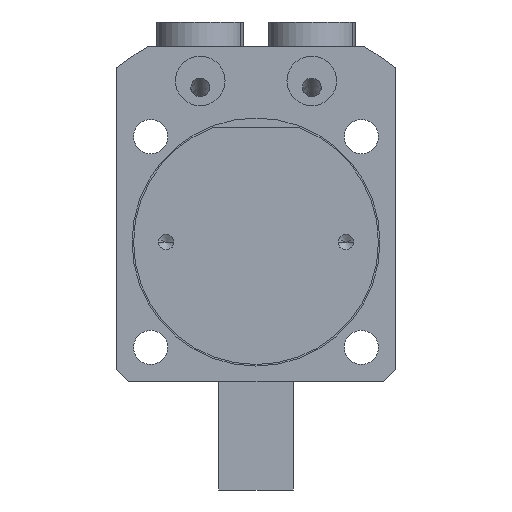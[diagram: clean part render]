
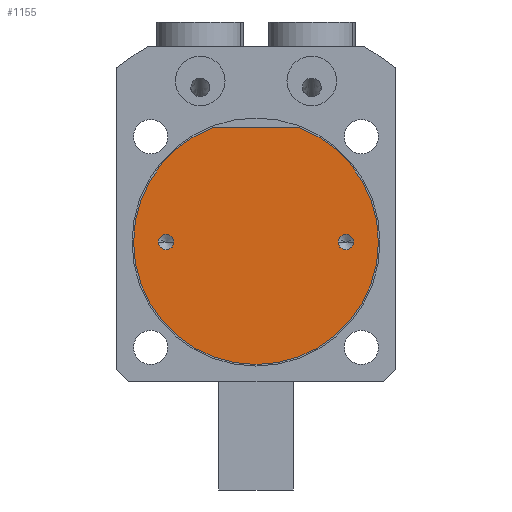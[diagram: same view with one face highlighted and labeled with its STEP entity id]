
A CAD part, front view. The second image highlights one B-rep face of the part: STEP entity #1155.
In plain terms, the highlighted planar face has unit normal (0, -1, 0).
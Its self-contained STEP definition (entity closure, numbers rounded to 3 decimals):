
#7 = DIRECTION ( 'NONE',  ( 0., 0., -1. ) ) ;
#104 = AXIS2_PLACEMENT_3D ( 'NONE', #7500, #3742, #7 ) ;
#181 = EDGE_CURVE ( 'NONE', #2146, #5292, #3041, .T. ) ;
#361 = DIRECTION ( 'NONE',  ( 0., 0., -1. ) ) ;
#607 = DIRECTION ( 'NONE',  ( 0., 0., -1. ) ) ;
#655 = CIRCLE ( 'NONE', #6089, 1.25 ) ;
#668 = LINE ( 'NONE', #2128, #5449 ) ;
#725 = CARTESIAN_POINT ( 'NONE',  ( 0., -37., 0. ) ) ;
#856 = CARTESIAN_POINT ( 'NONE',  ( 0., -37., 19.75 ) ) ;
#955 = DIRECTION ( 'NONE',  ( 0., -1., 0. ) ) ;
#965 = PLANE ( 'NONE',  #4550 ) ;
#1065 = CIRCLE ( 'NONE', #104, 1.25 ) ;
#1155 = ADVANCED_FACE ( 'NONE', ( #4342, #6018, #2879 ), #965, .T. ) ;
#1161 = CIRCLE ( 'NONE', #5632, 19.75 ) ;
#1209 = ORIENTED_EDGE ( 'NONE', *, *, #4584, .F. ) ;
#1278 = ORIENTED_EDGE ( 'NONE', *, *, #181, .F. ) ;
#1349 = DIRECTION ( 'NONE',  ( 0., 0., -1. ) ) ;
#1546 = EDGE_LOOP ( 'NONE', ( #4440, #4466, #3880, #8024 ) ) ;
#2100 = EDGE_CURVE ( 'NONE', #3521, #6555, #1161, .T. ) ;
#2128 = CARTESIAN_POINT ( 'NONE',  ( -18.5, -37., 0. ) ) ;
#2146 = VERTEX_POINT ( 'NONE', #5369 ) ;
#2488 = EDGE_LOOP ( 'NONE', ( #1209, #1278 ) ) ;
#2489 = EDGE_CURVE ( 'NONE', #2543, #6195, #668, .T. ) ;
#2543 = VERTEX_POINT ( 'NONE', #5975 ) ;
#2617 = CARTESIAN_POINT ( 'NONE',  ( 0., -37., -14.5 ) ) ;
#2757 = DIRECTION ( 'NONE',  ( 0., 0., -1. ) ) ;
#2846 = CARTESIAN_POINT ( 'NONE',  ( 0., -37., 0. ) ) ;
#2860 = DIRECTION ( 'NONE',  ( 0., -1., 0. ) ) ;
#2879 = FACE_OUTER_BOUND ( 'NONE', #1546, .T. ) ;
#3041 = CIRCLE ( 'NONE', #5877, 1.25 ) ;
#3044 = AXIS2_PLACEMENT_3D ( 'NONE', #8072, #4339, #607 ) ;
#3092 = CIRCLE ( 'NONE', #4493, 19.75 ) ;
#3236 = DIRECTION ( 'NONE',  ( 0., 0., -1. ) ) ;
#3351 = EDGE_LOOP ( 'NONE', ( #3698, #4974 ) ) ;
#3470 = CARTESIAN_POINT ( 'NONE',  ( 0., -37., -19.75 ) ) ;
#3521 = VERTEX_POINT ( 'NONE', #3470 ) ;
#3624 = DIRECTION ( 'NONE',  ( 0., -1., 0. ) ) ;
#3698 = ORIENTED_EDGE ( 'NONE', *, *, #6939, .F. ) ;
#3742 = DIRECTION ( 'NONE',  ( 0., -1., 0. ) ) ;
#3880 = ORIENTED_EDGE ( 'NONE', *, *, #6312, .T. ) ;
#4089 = DIRECTION ( 'NONE',  ( 0., -1., 0. ) ) ;
#4130 = VERTEX_POINT ( 'NONE', #6329 ) ;
#4339 = DIRECTION ( 'NONE',  ( 0., -1., 0. ) ) ;
#4342 = FACE_BOUND ( 'NONE', #3351, .T. ) ;
#4440 = ORIENTED_EDGE ( 'NONE', *, *, #7418, .T. ) ;
#4466 = ORIENTED_EDGE ( 'NONE', *, *, #2100, .T. ) ;
#4493 = AXIS2_PLACEMENT_3D ( 'NONE', #725, #5086, #1349 ) ;
#4550 = AXIS2_PLACEMENT_3D ( 'NONE', #2846, #4089, #361 ) ;
#4584 = EDGE_CURVE ( 'NONE', #5292, #2146, #6872, .T. ) ;
#4681 = CARTESIAN_POINT ( 'NONE',  ( 0., -37., 14.5 ) ) ;
#4755 = CIRCLE ( 'NONE', #3044, 19.75 ) ;
#4934 = CARTESIAN_POINT ( 'NONE',  ( -18.5, -37., -6.915 ) ) ;
#4974 = ORIENTED_EDGE ( 'NONE', *, *, #6194, .F. ) ;
#5086 = DIRECTION ( 'NONE',  ( 0., -1., 0. ) ) ;
#5292 = VERTEX_POINT ( 'NONE', #7494 ) ;
#5315 = DIRECTION ( 'NONE',  ( 0., 0., -1. ) ) ;
#5369 = CARTESIAN_POINT ( 'NONE',  ( 0., -37., -13.25 ) ) ;
#5449 = VECTOR ( 'NONE', #2757, 1000. ) ;
#5632 = AXIS2_PLACEMENT_3D ( 'NONE', #6607, #2860, #7245 ) ;
#5877 = AXIS2_PLACEMENT_3D ( 'NONE', #7377, #3624, #7978 ) ;
#5975 = CARTESIAN_POINT ( 'NONE',  ( -18.5, -37., 6.915 ) ) ;
#6018 = FACE_BOUND ( 'NONE', #2488, .T. ) ;
#6089 = AXIS2_PLACEMENT_3D ( 'NONE', #4681, #955, #5315 ) ;
#6194 = EDGE_CURVE ( 'NONE', #6948, #4130, #1065, .T. ) ;
#6195 = VERTEX_POINT ( 'NONE', #4934 ) ;
#6312 = EDGE_CURVE ( 'NONE', #6555, #2543, #4755, .T. ) ;
#6329 = CARTESIAN_POINT ( 'NONE',  ( 0., -37., 13.25 ) ) ;
#6555 = VERTEX_POINT ( 'NONE', #856 ) ;
#6607 = CARTESIAN_POINT ( 'NONE',  ( 0., -37., 0. ) ) ;
#6872 = CIRCLE ( 'NONE', #7438, 1.25 ) ;
#6939 = EDGE_CURVE ( 'NONE', #4130, #6948, #655, .T. ) ;
#6948 = VERTEX_POINT ( 'NONE', #7158 ) ;
#6990 = DIRECTION ( 'NONE',  ( 0., -1., 0. ) ) ;
#7158 = CARTESIAN_POINT ( 'NONE',  ( 0., -37., 15.75 ) ) ;
#7245 = DIRECTION ( 'NONE',  ( 0., 0., -1. ) ) ;
#7377 = CARTESIAN_POINT ( 'NONE',  ( 0., -37., -14.5 ) ) ;
#7418 = EDGE_CURVE ( 'NONE', #6195, #3521, #3092, .T. ) ;
#7438 = AXIS2_PLACEMENT_3D ( 'NONE', #2617, #6990, #3236 ) ;
#7494 = CARTESIAN_POINT ( 'NONE',  ( 0., -37., -15.75 ) ) ;
#7500 = CARTESIAN_POINT ( 'NONE',  ( 0., -37., 14.5 ) ) ;
#7978 = DIRECTION ( 'NONE',  ( 0., 0., -1. ) ) ;
#8024 = ORIENTED_EDGE ( 'NONE', *, *, #2489, .T. ) ;
#8072 = CARTESIAN_POINT ( 'NONE',  ( 0., -37., 0. ) ) ;
